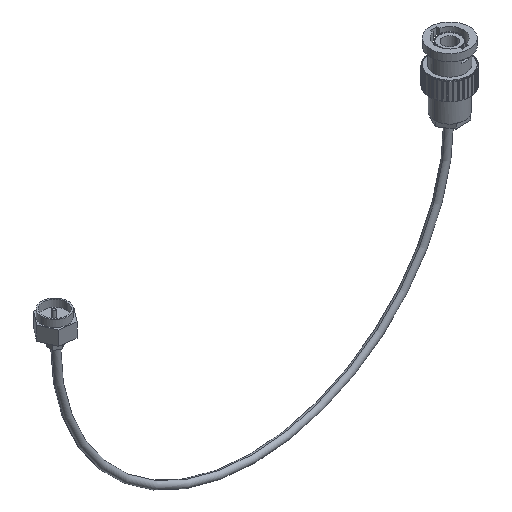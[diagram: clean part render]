
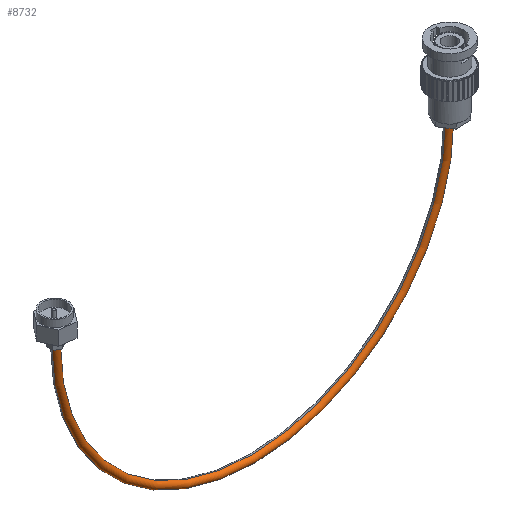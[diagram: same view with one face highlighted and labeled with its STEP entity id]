
A CAD part, isometric view. The second image highlights one B-rep face of the part: STEP entity #8732.
In plain terms, the highlighted toroidal (fillet/blend) face has major radius 70.823 mm and minor radius 1.27 mm.
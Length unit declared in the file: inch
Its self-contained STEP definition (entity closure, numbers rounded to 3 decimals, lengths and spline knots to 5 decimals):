
#497 = EDGE_CURVE ( 'NONE', #1013, #1015, #4490, .T. ) ;
#500 = EDGE_CURVE ( 'NONE', #989, #1014, #4493, .T. ) ;
#989 = VERTEX_POINT ( 'NONE', #5529 ) ;
#1013 = VERTEX_POINT ( 'NONE', #5553 ) ;
#1014 = VERTEX_POINT ( 'NONE', #5554 ) ;
#1015 = VERTEX_POINT ( 'NONE', #5555 ) ;
#3783 = EDGE_CURVE ( 'NONE', #1013, #989, #4529, .T. ) ;
#3784 = EDGE_CURVE ( 'NONE', #1015, #1014, #4530, .T. ) ;
#3940 = AXIS2_PLACEMENT_3D ( 'NONE', #4287, #4288, #4289 ) ;
#3943 = AXIS2_PLACEMENT_3D ( 'NONE', #4297, #4298, #4299 ) ;
#3953 = AXIS2_PLACEMENT_3D ( 'NONE', #5614, #5615, #5616 ) ;
#3954 = AXIS2_PLACEMENT_3D ( 'NONE', #5619, #5620, #5621 ) ;
#4163 = AXIS2_PLACEMENT_3D ( 'NONE', #8241, #8238, #8243 ) ;
#4287 = CARTESIAN_POINT ( 'NONE',  ( -2.79815, 0., -0.9779 ) ) ;
#4288 = DIRECTION ( 'NONE',  ( 0., 1., 0. ) ) ;
#4289 = DIRECTION ( 'NONE',  ( 0., 0., 1. ) ) ;
#4297 = CARTESIAN_POINT ( 'NONE',  ( -2.79815, 0., -0.9779 ) ) ;
#4298 = DIRECTION ( 'NONE',  ( 0., 1., 0. ) ) ;
#4299 = DIRECTION ( 'NONE',  ( 0., 0., 1. ) ) ;
#4490 = CIRCLE ( 'NONE', #3940, 2.83829 ) ;
#4493 = CIRCLE ( 'NONE', #3943, 2.73829 ) ;
#4529 = CIRCLE ( 'NONE', #3953, 0.05 ) ;
#4530 = CIRCLE ( 'NONE', #3954, 0.05 ) ;
#4929 = TOROIDAL_SURFACE ( 'NONE', #4163, 2.78829, 0.05 ) ;
#4934 = FACE_OUTER_BOUND ( 'NONE', #8964, .T. ) ;
#5529 = CARTESIAN_POINT ( 'NONE',  ( -0.05986, 0., -0.9779 ) ) ;
#5553 = CARTESIAN_POINT ( 'NONE',  ( 0.04014, 0., -0.9779 ) ) ;
#5554 = CARTESIAN_POINT ( 'NONE',  ( -5.53644, 0., -0.9779 ) ) ;
#5555 = CARTESIAN_POINT ( 'NONE',  ( -5.63644, 0., -0.9779 ) ) ;
#5614 = CARTESIAN_POINT ( 'NONE',  ( -0.00986, 0., -0.9779 ) ) ;
#5615 = DIRECTION ( 'NONE',  ( 0., 0., -1. ) ) ;
#5616 = DIRECTION ( 'NONE',  ( -1., 0., 0. ) ) ;
#5619 = CARTESIAN_POINT ( 'NONE',  ( -5.58644, 0., -0.9779 ) ) ;
#5620 = DIRECTION ( 'NONE',  ( 0., 0., 1. ) ) ;
#5621 = DIRECTION ( 'NONE',  ( 1., 0., 0. ) ) ;
#6469 = ORIENTED_EDGE ( 'NONE', *, *, #497, .F. ) ;
#6470 = ORIENTED_EDGE ( 'NONE', *, *, #3783, .T. ) ;
#6471 = ORIENTED_EDGE ( 'NONE', *, *, #500, .T. ) ;
#6472 = ORIENTED_EDGE ( 'NONE', *, *, #3784, .F. ) ;
#8238 = DIRECTION ( 'NONE',  ( 0., 1., 0. ) ) ;
#8241 = CARTESIAN_POINT ( 'NONE',  ( -2.79815, 0., -0.9779 ) ) ;
#8243 = DIRECTION ( 'NONE',  ( 0., 0., 1. ) ) ;
#8732 = ADVANCED_FACE ( 'NONE', ( #4934 ), #4929, .T. ) ;
#8964 = EDGE_LOOP ( 'NONE', ( #6469, #6470, #6471, #6472 ) ) ;
